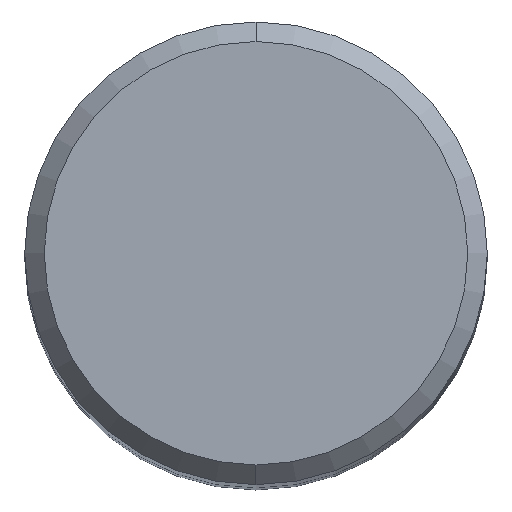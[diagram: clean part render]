
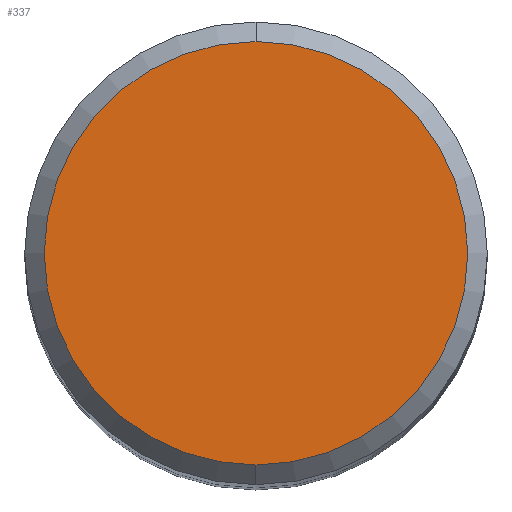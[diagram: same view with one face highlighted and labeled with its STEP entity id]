
A CAD part, top view. The second image highlights one B-rep face of the part: STEP entity #337.
In plain terms, the highlighted planar face has unit normal (0, 0, 1).
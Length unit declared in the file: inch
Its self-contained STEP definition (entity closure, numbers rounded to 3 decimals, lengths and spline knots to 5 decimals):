
#18 = EDGE_CURVE ( 'NONE', #280, #138, #323, .T. ) ;
#21 = CARTESIAN_POINT ( 'NONE',  ( 0., 0., 0. ) ) ;
#28 = DIRECTION ( 'NONE',  ( 0., -1., 0. ) ) ;
#44 = AXIS2_PLACEMENT_3D ( 'NONE', #21, #342, #28 ) ;
#67 = DIRECTION ( 'NONE',  ( 0., 0., 1. ) ) ;
#73 = AXIS2_PLACEMENT_3D ( 'NONE', #108, #358, #257 ) ;
#87 = ORIENTED_EDGE ( 'NONE', *, *, #348, .T. ) ;
#98 = EDGE_LOOP ( 'NONE', ( #282, #87 ) ) ;
#99 = CARTESIAN_POINT ( 'NONE',  ( 0., 0., 0. ) ) ;
#108 = CARTESIAN_POINT ( 'NONE',  ( 0., 0.2162, 0. ) ) ;
#119 = CARTESIAN_POINT ( 'NONE',  ( 0., -0.2162, 0. ) ) ;
#138 = VERTEX_POINT ( 'NONE', #119 ) ;
#257 = DIRECTION ( 'NONE',  ( 0., 1., 0. ) ) ;
#269 = CARTESIAN_POINT ( 'NONE',  ( 0., 0.2162, 0. ) ) ;
#280 = VERTEX_POINT ( 'NONE', #269 ) ;
#282 = ORIENTED_EDGE ( 'NONE', *, *, #18, .T. ) ;
#299 = FACE_OUTER_BOUND ( 'NONE', #98, .T. ) ;
#323 = CIRCLE ( 'NONE', #384, 0.2162 ) ;
#325 = DIRECTION ( 'NONE',  ( 0., -1., 0. ) ) ;
#337 = ADVANCED_FACE ( 'NONE', ( #299 ), #392, .F. ) ;
#342 = DIRECTION ( 'NONE',  ( 0., 0., 1. ) ) ;
#348 = EDGE_CURVE ( 'NONE', #138, #280, #357, .T. ) ;
#357 = CIRCLE ( 'NONE', #44, 0.2162 ) ;
#358 = DIRECTION ( 'NONE',  ( 0., 0., -1. ) ) ;
#384 = AXIS2_PLACEMENT_3D ( 'NONE', #99, #67, #325 ) ;
#392 = PLANE ( 'NONE',  #73 ) ;
